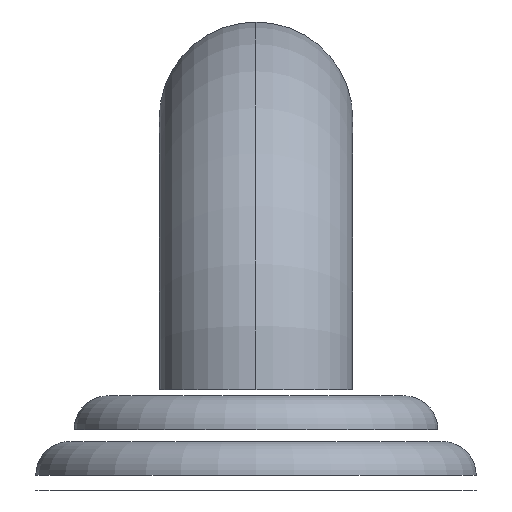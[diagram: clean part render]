
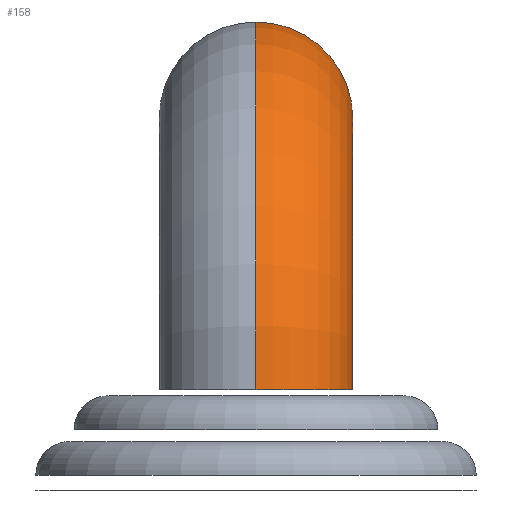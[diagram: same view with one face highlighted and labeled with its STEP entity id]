
A CAD part, left-side view. The second image highlights one B-rep face of the part: STEP entity #158.
In plain terms, the highlighted toroidal (fillet/blend) face has major radius 44.45 mm and minor radius 15.875 mm.
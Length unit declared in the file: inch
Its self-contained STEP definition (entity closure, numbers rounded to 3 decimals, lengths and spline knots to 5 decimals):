
#40=CARTESIAN_POINT('',(-7.25,0.,1.938));
#41=DIRECTION('',(-1.,0.,0.));
#42=DIRECTION('',(0.,0.,-1.));
#43=AXIS2_PLACEMENT_3D('',#40,#41,#42);
#45=CARTESIAN_POINT('',(-7.25,0.,0.188));
#46=DIRECTION('',(0.,-1.,0.));
#47=DIRECTION('',(0.,0.,1.));
#48=AXIS2_PLACEMENT_3D('',#45,#46,#47);
#50=CARTESIAN_POINT('',(-9.,0.,0.188));
#51=DIRECTION('',(0.,0.,-1.));
#52=DIRECTION('',(1.,0.,0.));
#53=AXIS2_PLACEMENT_3D('',#50,#51,#52);
#60=CARTESIAN_POINT('',(-7.25,0.,0.188));
#61=DIRECTION('',(0.,-1.,0.));
#62=DIRECTION('',(0.,0.,1.));
#63=AXIS2_PLACEMENT_3D('',#60,#61,#62);
#78=CARTESIAN_POINT('',(-7.25,0.,1.313));
#79=CARTESIAN_POINT('',(-7.25,0.,2.563));
#80=VERTEX_POINT('',#78);
#81=VERTEX_POINT('',#79);
#82=CARTESIAN_POINT('',(-8.375,0.,0.188));
#83=CARTESIAN_POINT('',(-9.625,0.,0.188));
#84=VERTEX_POINT('',#82);
#85=VERTEX_POINT('',#83);
#144=CARTESIAN_POINT('',(-7.25,0.,0.188));
#145=DIRECTION('',(0.,-1.,0.));
#146=DIRECTION('',(0.,0.,-1.));
#147=AXIS2_PLACEMENT_3D('',#144,#145,#146);
#148=TOROIDAL_SURFACE('',#147,1.75,0.625);
#149=ORIENTED_EDGE('',*,*,#138,.F.);
#151=ORIENTED_EDGE('',*,*,#150,.T.);
#153=ORIENTED_EDGE('',*,*,#152,.T.);
#155=ORIENTED_EDGE('',*,*,#154,.F.);
#156=EDGE_LOOP('',(#149,#151,#153,#155));
#157=FACE_OUTER_BOUND('',#156,.F.);
#158=ADVANCED_FACE('',(#157),#148,.T.);
#44=CIRCLE('',#43,0.625);
#49=CIRCLE('',#48,1.125);
#54=CIRCLE('',#53,0.625);
#64=CIRCLE('',#63,2.375);
#138=EDGE_CURVE('',#80,#81,#44,.T.);
#150=EDGE_CURVE('',#80,#84,#49,.T.);
#152=EDGE_CURVE('',#84,#85,#54,.T.);
#154=EDGE_CURVE('',#81,#85,#64,.T.);
